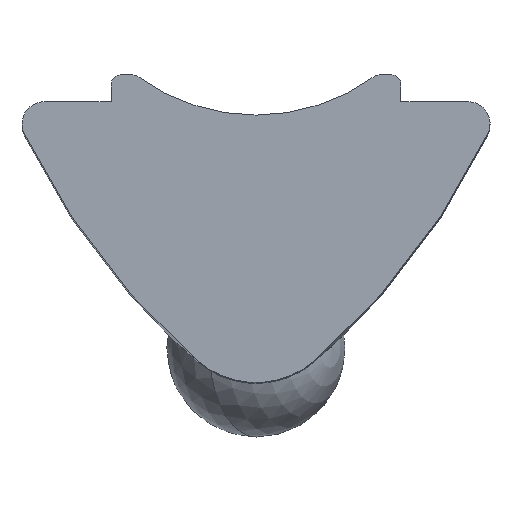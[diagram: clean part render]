
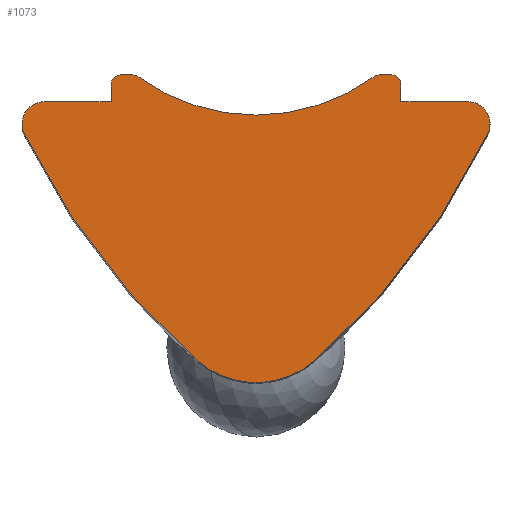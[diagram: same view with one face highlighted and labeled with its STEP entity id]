
A CAD part, top view. The second image highlights one B-rep face of the part: STEP entity #1073.
In plain terms, the highlighted planar face has unit normal (0, 0, 1).
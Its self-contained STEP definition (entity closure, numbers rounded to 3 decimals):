
#44 = CARTESIAN_POINT ( 'NONE',  ( 1.315, -5.807, 8.5 ) ) ;
#48 = EDGE_CURVE ( 'NONE', #607, #294, #605, .T. ) ;
#50 = DIRECTION ( 'NONE',  ( 0., 0., 1. ) ) ;
#92 = CARTESIAN_POINT ( 'NONE',  ( 3.25, 0., 8.5 ) ) ;
#109 = ORIENTED_EDGE ( 'NONE', *, *, #48, .T. ) ;
#135 = EDGE_CURVE ( 'NONE', #1933, #1787, #465, .T. ) ;
#240 = AXIS2_PLACEMENT_3D ( 'NONE', #268, #1356, #435 ) ;
#243 = CIRCLE ( 'NONE', #426, 0.2 ) ;
#258 = CARTESIAN_POINT ( 'NONE',  ( -3.25, 0.6, 8.5 ) ) ;
#268 = CARTESIAN_POINT ( 'NONE',  ( 0., 4.2, 8.5 ) ) ;
#294 = VERTEX_POINT ( 'NONE', #642 ) ;
#325 = ORIENTED_EDGE ( 'NONE', *, *, #943, .T. ) ;
#331 = DIRECTION ( 'NONE',  ( 1., 0., 0. ) ) ;
#357 = FACE_OUTER_BOUND ( 'NONE', #1726, .T. ) ;
#360 = VECTOR ( 'NONE', #1181, 1000. ) ;
#379 = ORIENTED_EDGE ( 'NONE', *, *, #1100, .T. ) ;
#385 = LINE ( 'NONE', #258, #360 ) ;
#419 = ORIENTED_EDGE ( 'NONE', *, *, #1003, .T. ) ;
#421 = DIRECTION ( 'NONE',  ( 0., 0., 1. ) ) ;
#426 = AXIS2_PLACEMENT_3D ( 'NONE', #1847, #941, #1998 ) ;
#431 = CARTESIAN_POINT ( 'NONE',  ( 9.203, 6.25, 8.5 ) ) ;
#435 = DIRECTION ( 'NONE',  ( 1., 0., 0. ) ) ;
#458 = AXIS2_PLACEMENT_3D ( 'NONE', #1541, #635, #1702 ) ;
#462 = DIRECTION ( 'NONE',  ( 0., 0., 1. ) ) ;
#465 = CIRCLE ( 'NONE', #1914, 16. ) ;
#466 = PLANE ( 'NONE',  #737 ) ;
#478 = DIRECTION ( 'NONE',  ( 0., 0., 1. ) ) ;
#480 = CIRCLE ( 'NONE', #596, 2. ) ;
#492 = VERTEX_POINT ( 'NONE', #1284 ) ;
#497 = CARTESIAN_POINT ( 'NONE',  ( 4.75, -0.5, 8.5 ) ) ;
#499 = DIRECTION ( 'NONE',  ( -1., 0., 0. ) ) ;
#503 = AXIS2_PLACEMENT_3D ( 'NONE', #999, #50, #1147 ) ;
#505 = CIRCLE ( 'NONE', #1795, 16. ) ;
#506 = CARTESIAN_POINT ( 'NONE',  ( 2.648, 0.562, 8.5 ) ) ;
#527 = CARTESIAN_POINT ( 'NONE',  ( -9.203, 6.25, 8.5 ) ) ;
#530 = LINE ( 'NONE', #729, #574 ) ;
#552 = VECTOR ( 'NONE', #499, 1000. ) ;
#558 = DIRECTION ( 'NONE',  ( 0., 0., 1. ) ) ;
#563 = ORIENTED_EDGE ( 'NONE', *, *, #1088, .T. ) ;
#573 = DIRECTION ( 'NONE',  ( -1., 0., 0. ) ) ;
#574 = VECTOR ( 'NONE', #573, 1000. ) ;
#587 = DIRECTION ( 'NONE',  ( 1., 0., 0. ) ) ;
#594 = EDGE_CURVE ( 'NONE', #988, #1301, #1879, .T. ) ;
#596 = AXIS2_PLACEMENT_3D ( 'NONE', #1347, #421, #1492 ) ;
#605 = CIRCLE ( 'NONE', #1515, 0.2 ) ;
#607 = VERTEX_POINT ( 'NONE', #1311 ) ;
#622 = DIRECTION ( 'NONE',  ( 1., 0., 0. ) ) ;
#635 = DIRECTION ( 'NONE',  ( 0., 0., 1. ) ) ;
#642 = CARTESIAN_POINT ( 'NONE',  ( 3.05, 0.6, 8.5 ) ) ;
#658 = DIRECTION ( 'NONE',  ( -1., 0., 0. ) ) ;
#664 = CIRCLE ( 'NONE', #936, 0.5 ) ;
#699 = CARTESIAN_POINT ( 'NONE',  ( 3.05, 0.4, 8.5 ) ) ;
#706 = VERTEX_POINT ( 'NONE', #709 ) ;
#709 = CARTESIAN_POINT ( 'NONE',  ( -5.2, -0.718, 8.5 ) ) ;
#716 = CARTESIAN_POINT ( 'NONE',  ( -5.25, -0.5, 8.5 ) ) ;
#717 = DIRECTION ( 'NONE',  ( 0., 0., 1. ) ) ;
#721 = DIRECTION ( 'NONE',  ( 0., -1., 0. ) ) ;
#729 = CARTESIAN_POINT ( 'NONE',  ( -3.25, 0., 8.5 ) ) ;
#736 = CARTESIAN_POINT ( 'NONE',  ( 2.766, 0.6, 8.5 ) ) ;
#737 = AXIS2_PLACEMENT_3D ( 'NONE', #1228, #1378, #622 ) ;
#738 = VERTEX_POINT ( 'NONE', #1484 ) ;
#753 = ORIENTED_EDGE ( 'NONE', *, *, #594, .T. ) ;
#781 = ORIENTED_EDGE ( 'NONE', *, *, #1548, .T. ) ;
#802 = EDGE_CURVE ( 'NONE', #1870, #607, #1323, .T. ) ;
#811 = ORIENTED_EDGE ( 'NONE', *, *, #1700, .T. ) ;
#812 = EDGE_CURVE ( 'NONE', #1301, #1935, #1442, .T. ) ;
#816 = CARTESIAN_POINT ( 'NONE',  ( 5.2, -0.718, 8.5 ) ) ;
#824 = CARTESIAN_POINT ( 'NONE',  ( 3.25, 0.6, 8.5 ) ) ;
#846 = AXIS2_PLACEMENT_3D ( 'NONE', #1400, #478, #1542 ) ;
#864 = CARTESIAN_POINT ( 'NONE',  ( -2.648, 0.562, 8.5 ) ) ;
#893 = DIRECTION ( 'NONE',  ( 0., 1., 0. ) ) ;
#900 = VECTOR ( 'NONE', #1576, 1000. ) ;
#913 = DIRECTION ( 'NONE',  ( -1., 0., 0. ) ) ;
#917 = LINE ( 'NONE', #1566, #552 ) ;
#936 = AXIS2_PLACEMENT_3D ( 'NONE', #1472, #558, #1623 ) ;
#941 = DIRECTION ( 'NONE',  ( 0., 0., 1. ) ) ;
#943 = EDGE_CURVE ( 'NONE', #1535, #1116, #530, .T. ) ;
#958 = CIRCLE ( 'NONE', #1689, 0.5 ) ;
#977 = EDGE_CURVE ( 'NONE', #492, #1285, #385, .T. ) ;
#988 = VERTEX_POINT ( 'NONE', #736 ) ;
#992 = LINE ( 'NONE', #1026, #1266 ) ;
#999 = CARTESIAN_POINT ( 'NONE',  ( 2.766, 0.4, 8.5 ) ) ;
#1003 = EDGE_CURVE ( 'NONE', #706, #1783, #505, .T. ) ;
#1026 = CARTESIAN_POINT ( 'NONE',  ( -3.25, 0., 8.5 ) ) ;
#1073 = ADVANCED_FACE ( 'NONE', ( #357 ), #466, .T. ) ;
#1077 = ORIENTED_EDGE ( 'NONE', *, *, #1950, .T. ) ;
#1088 = EDGE_CURVE ( 'NONE', #1969, #706, #1839, .T. ) ;
#1100 = EDGE_CURVE ( 'NONE', #1935, #492, #243, .T. ) ;
#1110 = ORIENTED_EDGE ( 'NONE', *, *, #1993, .T. ) ;
#1111 = CARTESIAN_POINT ( 'NONE',  ( -3.05, 0.6, 8.5 ) ) ;
#1116 = VERTEX_POINT ( 'NONE', #1992 ) ;
#1117 = CARTESIAN_POINT ( 'NONE',  ( -1.315, -5.807, 8.5 ) ) ;
#1127 = ORIENTED_EDGE ( 'NONE', *, *, #1802, .T. ) ;
#1147 = DIRECTION ( 'NONE',  ( 1., 0., 0. ) ) ;
#1181 = DIRECTION ( 'NONE',  ( -1., 0., 0. ) ) ;
#1191 = ORIENTED_EDGE ( 'NONE', *, *, #135, .T. ) ;
#1195 = VECTOR ( 'NONE', #893, 1000. ) ;
#1222 = ORIENTED_EDGE ( 'NONE', *, *, #802, .T. ) ;
#1228 = CARTESIAN_POINT ( 'NONE',  ( -4.75, -0.5, 8.5 ) ) ;
#1248 = EDGE_CURVE ( 'NONE', #738, #1870, #917, .T. ) ;
#1266 = VECTOR ( 'NONE', #721, 1000. ) ;
#1284 = CARTESIAN_POINT ( 'NONE',  ( -2.766, 0.6, 8.5 ) ) ;
#1285 = VERTEX_POINT ( 'NONE', #1111 ) ;
#1297 = CIRCLE ( 'NONE', #458, 0.2 ) ;
#1301 = VERTEX_POINT ( 'NONE', #506 ) ;
#1311 = CARTESIAN_POINT ( 'NONE',  ( 3.25, 0.4, 8.5 ) ) ;
#1323 = LINE ( 'NONE', #92, #1195 ) ;
#1347 = CARTESIAN_POINT ( 'NONE',  ( 0., -4.3, 8.5 ) ) ;
#1356 = DIRECTION ( 'NONE',  ( 0., 0., -1. ) ) ;
#1378 = DIRECTION ( 'NONE',  ( 0., 0., 1. ) ) ;
#1394 = EDGE_CURVE ( 'NONE', #1783, #1933, #480, .T. ) ;
#1400 = CARTESIAN_POINT ( 'NONE',  ( -4.75, -0.5, 8.5 ) ) ;
#1442 = CIRCLE ( 'NONE', #240, 4.5 ) ;
#1472 = CARTESIAN_POINT ( 'NONE',  ( -4.75, -0.5, 8.5 ) ) ;
#1484 = CARTESIAN_POINT ( 'NONE',  ( 4.75, 0., 8.5 ) ) ;
#1492 = DIRECTION ( 'NONE',  ( 1., 0., 0. ) ) ;
#1501 = DIRECTION ( 'NONE',  ( 0., 0., 1. ) ) ;
#1515 = AXIS2_PLACEMENT_3D ( 'NONE', #699, #462, #331 ) ;
#1519 = ORIENTED_EDGE ( 'NONE', *, *, #812, .T. ) ;
#1531 = ORIENTED_EDGE ( 'NONE', *, *, #1394, .T. ) ;
#1535 = VERTEX_POINT ( 'NONE', #1741 ) ;
#1538 = ORIENTED_EDGE ( 'NONE', *, *, #977, .T. ) ;
#1541 = CARTESIAN_POINT ( 'NONE',  ( -3.05, 0.4, 8.5 ) ) ;
#1542 = DIRECTION ( 'NONE',  ( 1., 0., 0. ) ) ;
#1548 = EDGE_CURVE ( 'NONE', #1285, #1770, #1297, .T. ) ;
#1564 = DIRECTION ( 'NONE',  ( 0., 0., 1. ) ) ;
#1566 = CARTESIAN_POINT ( 'NONE',  ( 4.75, 0., 8.5 ) ) ;
#1576 = DIRECTION ( 'NONE',  ( -1., 0., 0. ) ) ;
#1623 = DIRECTION ( 'NONE',  ( 1., 0., 0. ) ) ;
#1689 = AXIS2_PLACEMENT_3D ( 'NONE', #497, #1564, #658 ) ;
#1700 = EDGE_CURVE ( 'NONE', #1787, #738, #958, .T. ) ;
#1702 = DIRECTION ( 'NONE',  ( 1., 0., 0. ) ) ;
#1726 = EDGE_LOOP ( 'NONE', ( #1538, #781, #1110, #325, #1077, #563, #419, #1531, #1191, #811, #1905, #1222, #109, #1127, #753, #1519, #379 ) ) ;
#1735 = LINE ( 'NONE', #824, #900 ) ;
#1741 = CARTESIAN_POINT ( 'NONE',  ( -3.25, 0., 8.5 ) ) ;
#1770 = VERTEX_POINT ( 'NONE', #1873 ) ;
#1783 = VERTEX_POINT ( 'NONE', #1117 ) ;
#1787 = VERTEX_POINT ( 'NONE', #816 ) ;
#1795 = AXIS2_PLACEMENT_3D ( 'NONE', #431, #1501, #587 ) ;
#1802 = EDGE_CURVE ( 'NONE', #294, #988, #1735, .T. ) ;
#1839 = CIRCLE ( 'NONE', #846, 0.5 ) ;
#1847 = CARTESIAN_POINT ( 'NONE',  ( -2.766, 0.4, 8.5 ) ) ;
#1870 = VERTEX_POINT ( 'NONE', #1892 ) ;
#1873 = CARTESIAN_POINT ( 'NONE',  ( -3.25, 0.4, 8.5 ) ) ;
#1879 = CIRCLE ( 'NONE', #503, 0.2 ) ;
#1892 = CARTESIAN_POINT ( 'NONE',  ( 3.25, 0., 8.5 ) ) ;
#1905 = ORIENTED_EDGE ( 'NONE', *, *, #1248, .T. ) ;
#1914 = AXIS2_PLACEMENT_3D ( 'NONE', #527, #717, #913 ) ;
#1933 = VERTEX_POINT ( 'NONE', #44 ) ;
#1935 = VERTEX_POINT ( 'NONE', #864 ) ;
#1950 = EDGE_CURVE ( 'NONE', #1116, #1969, #664, .T. ) ;
#1969 = VERTEX_POINT ( 'NONE', #716 ) ;
#1992 = CARTESIAN_POINT ( 'NONE',  ( -4.75, 0., 8.5 ) ) ;
#1993 = EDGE_CURVE ( 'NONE', #1770, #1535, #992, .T. ) ;
#1998 = DIRECTION ( 'NONE',  ( 1., 0., 0. ) ) ;
